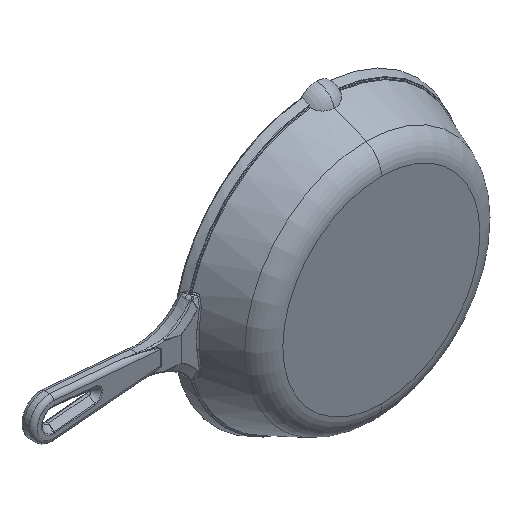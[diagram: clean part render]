
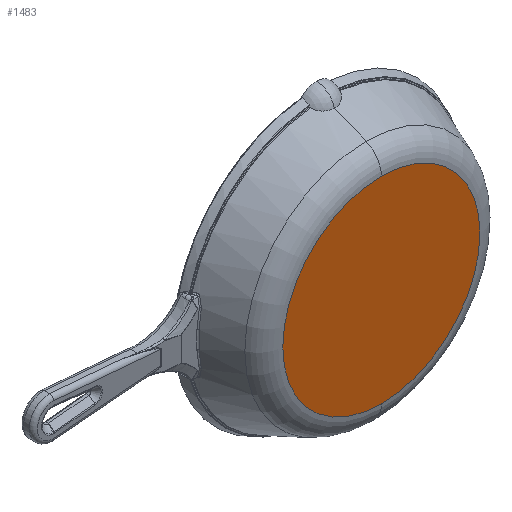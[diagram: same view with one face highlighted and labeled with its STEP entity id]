
A CAD part, isometric view. The second image highlights one B-rep face of the part: STEP entity #1483.
In plain terms, the highlighted planar face has unit normal (0, -1, 0).
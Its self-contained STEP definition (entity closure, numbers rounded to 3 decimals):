
#82 = DIRECTION ( 'NONE',  ( 0., 1., 0. ) ) ;
#164 = DIRECTION ( 'NONE',  ( 0., -1., 0. ) ) ;
#446 = VERTEX_POINT ( 'NONE', #3922 ) ;
#493 = DIRECTION ( 'NONE',  ( 0., -1., 0. ) ) ;
#605 = AXIS2_PLACEMENT_3D ( 'NONE', #3921, #164, #1523 ) ;
#1038 = CARTESIAN_POINT ( 'NONE',  ( 0., 0., 0. ) ) ;
#1457 = EDGE_CURVE ( 'NONE', #5420, #446, #1935, .T. ) ;
#1483 = ADVANCED_FACE ( 'NONE', ( #3150 ), #3782, .F. ) ;
#1523 = DIRECTION ( 'NONE',  ( 0., 0., 1. ) ) ;
#1883 = EDGE_CURVE ( 'NONE', #446, #5420, #2650, .T. ) ;
#1935 = CIRCLE ( 'NONE', #2861, 72.466 ) ;
#2650 = CIRCLE ( 'NONE', #605, 72.466 ) ;
#2861 = AXIS2_PLACEMENT_3D ( 'NONE', #1038, #493, #5176 ) ;
#2951 = ORIENTED_EDGE ( 'NONE', *, *, #1883, .T. ) ;
#3150 = FACE_OUTER_BOUND ( 'NONE', #3563, .T. ) ;
#3563 = EDGE_LOOP ( 'NONE', ( #2951, #5153 ) ) ;
#3745 = DIRECTION ( 'NONE',  ( 0., 0., 1. ) ) ;
#3782 = PLANE ( 'NONE',  #4083 ) ;
#3874 = CARTESIAN_POINT ( 'NONE',  ( 0., 0., -72.466 ) ) ;
#3921 = CARTESIAN_POINT ( 'NONE',  ( 0., 0., 0. ) ) ;
#3922 = CARTESIAN_POINT ( 'NONE',  ( 0., 0., 72.466 ) ) ;
#4083 = AXIS2_PLACEMENT_3D ( 'NONE', #4693, #82, #3745 ) ;
#4693 = CARTESIAN_POINT ( 'NONE',  ( 0., 0., 0. ) ) ;
#5153 = ORIENTED_EDGE ( 'NONE', *, *, #1457, .T. ) ;
#5176 = DIRECTION ( 'NONE',  ( 0., 0., 1. ) ) ;
#5420 = VERTEX_POINT ( 'NONE', #3874 ) ;
